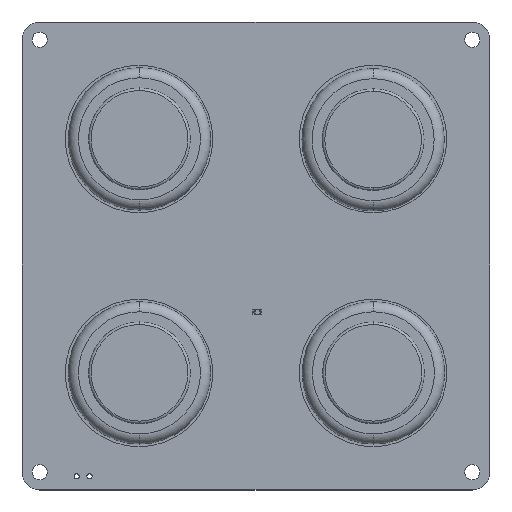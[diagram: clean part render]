
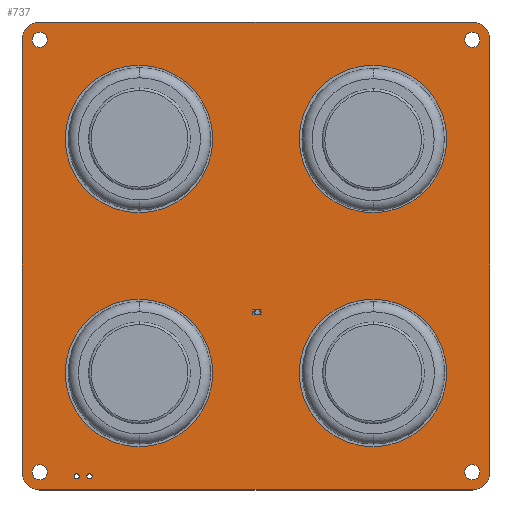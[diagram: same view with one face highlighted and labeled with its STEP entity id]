
A CAD part, top view. The second image highlights one B-rep face of the part: STEP entity #737.
In plain terms, the highlighted planar face has unit normal (0, 0, 1).
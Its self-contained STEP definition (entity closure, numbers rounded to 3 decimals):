
#112 = VERTEX_POINT('',#113);
#113 = CARTESIAN_POINT('',(0.,3.5,1.595));
#119 = EDGE_CURVE('',#112,#120,#122,.T.);
#120 = VERTEX_POINT('',#121);
#121 = CARTESIAN_POINT('',(0.,88.5,1.595));
#122 = LINE('',#123,#124);
#123 = CARTESIAN_POINT('',(0.,3.5,1.595));
#124 = VECTOR('',#125,1.);
#125 = DIRECTION('',(0.,1.,0.));
#150 = EDGE_CURVE('',#120,#151,#153,.T.);
#151 = VERTEX_POINT('',#152);
#152 = CARTESIAN_POINT('',(3.5,92.,1.595));
#153 = CIRCLE('',#154,3.5);
#154 = AXIS2_PLACEMENT_3D('',#155,#156,#157);
#155 = CARTESIAN_POINT('',(3.5,88.5,1.595));
#156 = DIRECTION('',(0.,0.,-1.));
#157 = DIRECTION('',(-1.,0.,-0.));
#183 = EDGE_CURVE('',#151,#184,#186,.T.);
#184 = VERTEX_POINT('',#185);
#185 = CARTESIAN_POINT('',(88.5,92.,1.595));
#186 = LINE('',#187,#188);
#187 = CARTESIAN_POINT('',(3.5,92.,1.595));
#188 = VECTOR('',#189,1.);
#189 = DIRECTION('',(1.,0.,0.));
#214 = EDGE_CURVE('',#184,#215,#217,.T.);
#215 = VERTEX_POINT('',#216);
#216 = CARTESIAN_POINT('',(92.,88.5,1.595));
#217 = CIRCLE('',#218,3.5);
#218 = AXIS2_PLACEMENT_3D('',#219,#220,#221);
#219 = CARTESIAN_POINT('',(88.5,88.5,1.595));
#220 = DIRECTION('',(0.,0.,-1.));
#221 = DIRECTION('',(0.,1.,0.));
#247 = EDGE_CURVE('',#215,#248,#250,.T.);
#248 = VERTEX_POINT('',#249);
#249 = CARTESIAN_POINT('',(92.,3.5,1.595));
#250 = LINE('',#251,#252);
#251 = CARTESIAN_POINT('',(92.,88.5,1.595));
#252 = VECTOR('',#253,1.);
#253 = DIRECTION('',(0.,-1.,0.));
#278 = EDGE_CURVE('',#248,#279,#281,.T.);
#279 = VERTEX_POINT('',#280);
#280 = CARTESIAN_POINT('',(88.5,0.,1.595));
#281 = CIRCLE('',#282,3.5);
#282 = AXIS2_PLACEMENT_3D('',#283,#284,#285);
#283 = CARTESIAN_POINT('',(88.5,3.5,1.595));
#284 = DIRECTION('',(0.,0.,-1.));
#285 = DIRECTION('',(1.,0.,0.));
#311 = EDGE_CURVE('',#279,#312,#314,.T.);
#312 = VERTEX_POINT('',#313);
#313 = CARTESIAN_POINT('',(3.5,0.,1.595));
#314 = LINE('',#315,#316);
#315 = CARTESIAN_POINT('',(88.5,0.,1.595));
#316 = VECTOR('',#317,1.);
#317 = DIRECTION('',(-1.,0.,0.));
#342 = EDGE_CURVE('',#312,#112,#343,.T.);
#343 = CIRCLE('',#344,3.5);
#344 = AXIS2_PLACEMENT_3D('',#345,#346,#347);
#345 = CARTESIAN_POINT('',(3.5,3.5,1.595));
#346 = DIRECTION('',(0.,0.,-1.));
#347 = DIRECTION('',(0.,-1.,0.));
#368 = VERTEX_POINT('',#369);
#369 = CARTESIAN_POINT('',(5.,3.5,1.595));
#375 = EDGE_CURVE('',#368,#368,#376,.T.);
#376 = CIRCLE('',#377,1.5);
#377 = AXIS2_PLACEMENT_3D('',#378,#379,#380);
#378 = CARTESIAN_POINT('',(3.5,3.5,1.595));
#379 = DIRECTION('',(0.,0.,1.));
#380 = DIRECTION('',(1.,0.,-0.));
#401 = VERTEX_POINT('',#402);
#402 = CARTESIAN_POINT('',(11.238,2.69,1.595));
#408 = EDGE_CURVE('',#401,#401,#409,.T.);
#409 = CIRCLE('',#410,0.508);
#410 = AXIS2_PLACEMENT_3D('',#411,#412,#413);
#411 = CARTESIAN_POINT('',(10.73,2.69,1.595));
#412 = DIRECTION('',(0.,0.,1.));
#413 = DIRECTION('',(1.,0.,-0.));
#434 = VERTEX_POINT('',#435);
#435 = CARTESIAN_POINT('',(5.,88.5,1.595));
#441 = EDGE_CURVE('',#434,#434,#442,.T.);
#442 = CIRCLE('',#443,1.5);
#443 = AXIS2_PLACEMENT_3D('',#444,#445,#446);
#444 = CARTESIAN_POINT('',(3.5,88.5,1.595));
#445 = DIRECTION('',(0.,0.,1.));
#446 = DIRECTION('',(1.,0.,-0.));
#467 = VERTEX_POINT('',#468);
#468 = CARTESIAN_POINT('',(37.5,23.,1.595));
#474 = EDGE_CURVE('',#467,#467,#475,.T.);
#475 = CIRCLE('',#476,14.5);
#476 = AXIS2_PLACEMENT_3D('',#477,#478,#479);
#477 = CARTESIAN_POINT('',(23.,23.,1.595));
#478 = DIRECTION('',(0.,0.,1.));
#479 = DIRECTION('',(1.,0.,-0.));
#500 = VERTEX_POINT('',#501);
#501 = CARTESIAN_POINT('',(37.5,69.,1.595));
#507 = EDGE_CURVE('',#500,#500,#508,.T.);
#508 = CIRCLE('',#509,14.5);
#509 = AXIS2_PLACEMENT_3D('',#510,#511,#512);
#510 = CARTESIAN_POINT('',(23.,69.,1.595));
#511 = DIRECTION('',(0.,0.,1.));
#512 = DIRECTION('',(1.,0.,-0.));
#533 = VERTEX_POINT('',#534);
#534 = CARTESIAN_POINT('',(13.778,2.69,1.595));
#540 = EDGE_CURVE('',#533,#533,#541,.T.);
#541 = CIRCLE('',#542,0.508);
#542 = AXIS2_PLACEMENT_3D('',#543,#544,#545);
#543 = CARTESIAN_POINT('',(13.27,2.69,1.595));
#544 = DIRECTION('',(0.,0.,1.));
#545 = DIRECTION('',(1.,0.,-0.));
#566 = VERTEX_POINT('',#567);
#567 = CARTESIAN_POINT('',(90.,3.5,1.595));
#573 = EDGE_CURVE('',#566,#566,#574,.T.);
#574 = CIRCLE('',#575,1.5);
#575 = AXIS2_PLACEMENT_3D('',#576,#577,#578);
#576 = CARTESIAN_POINT('',(88.5,3.5,1.595));
#577 = DIRECTION('',(0.,0.,1.));
#578 = DIRECTION('',(1.,0.,-0.));
#599 = VERTEX_POINT('',#600);
#600 = CARTESIAN_POINT('',(83.5,23.,1.595));
#606 = EDGE_CURVE('',#599,#599,#607,.T.);
#607 = CIRCLE('',#608,14.5);
#608 = AXIS2_PLACEMENT_3D('',#609,#610,#611);
#609 = CARTESIAN_POINT('',(69.,23.,1.595));
#610 = DIRECTION('',(0.,0.,1.));
#611 = DIRECTION('',(1.,0.,-0.));
#632 = VERTEX_POINT('',#633);
#633 = CARTESIAN_POINT('',(83.5,69.,1.595));
#639 = EDGE_CURVE('',#632,#632,#640,.T.);
#640 = CIRCLE('',#641,14.5);
#641 = AXIS2_PLACEMENT_3D('',#642,#643,#644);
#642 = CARTESIAN_POINT('',(69.,69.,1.595));
#643 = DIRECTION('',(0.,0.,1.));
#644 = DIRECTION('',(1.,0.,-0.));
#665 = VERTEX_POINT('',#666);
#666 = CARTESIAN_POINT('',(90.,88.5,1.595));
#672 = EDGE_CURVE('',#665,#665,#673,.T.);
#673 = CIRCLE('',#674,1.5);
#674 = AXIS2_PLACEMENT_3D('',#675,#676,#677);
#675 = CARTESIAN_POINT('',(88.5,88.5,1.595));
#676 = DIRECTION('',(0.,0.,1.));
#677 = DIRECTION('',(1.,0.,-0.));
#737 = ADVANCED_FACE('',(#738,#748,#751,#754,#757,#760,#763,#766,#769,
    #772,#775),#778,.F.);
#738 = FACE_BOUND('',#739,.F.);
#739 = EDGE_LOOP('',(#740,#741,#742,#743,#744,#745,#746,#747));
#740 = ORIENTED_EDGE('',*,*,#119,.T.);
#741 = ORIENTED_EDGE('',*,*,#150,.T.);
#742 = ORIENTED_EDGE('',*,*,#183,.T.);
#743 = ORIENTED_EDGE('',*,*,#214,.T.);
#744 = ORIENTED_EDGE('',*,*,#247,.T.);
#745 = ORIENTED_EDGE('',*,*,#278,.T.);
#746 = ORIENTED_EDGE('',*,*,#311,.T.);
#747 = ORIENTED_EDGE('',*,*,#342,.T.);
#748 = FACE_BOUND('',#749,.F.);
#749 = EDGE_LOOP('',(#750));
#750 = ORIENTED_EDGE('',*,*,#375,.T.);
#751 = FACE_BOUND('',#752,.F.);
#752 = EDGE_LOOP('',(#753));
#753 = ORIENTED_EDGE('',*,*,#408,.T.);
#754 = FACE_BOUND('',#755,.F.);
#755 = EDGE_LOOP('',(#756));
#756 = ORIENTED_EDGE('',*,*,#441,.T.);
#757 = FACE_BOUND('',#758,.F.);
#758 = EDGE_LOOP('',(#759));
#759 = ORIENTED_EDGE('',*,*,#474,.T.);
#760 = FACE_BOUND('',#761,.F.);
#761 = EDGE_LOOP('',(#762));
#762 = ORIENTED_EDGE('',*,*,#507,.T.);
#763 = FACE_BOUND('',#764,.F.);
#764 = EDGE_LOOP('',(#765));
#765 = ORIENTED_EDGE('',*,*,#540,.T.);
#766 = FACE_BOUND('',#767,.F.);
#767 = EDGE_LOOP('',(#768));
#768 = ORIENTED_EDGE('',*,*,#573,.T.);
#769 = FACE_BOUND('',#770,.F.);
#770 = EDGE_LOOP('',(#771));
#771 = ORIENTED_EDGE('',*,*,#606,.T.);
#772 = FACE_BOUND('',#773,.F.);
#773 = EDGE_LOOP('',(#774));
#774 = ORIENTED_EDGE('',*,*,#639,.T.);
#775 = FACE_BOUND('',#776,.F.);
#776 = EDGE_LOOP('',(#777));
#777 = ORIENTED_EDGE('',*,*,#672,.T.);
#778 = PLANE('',#779);
#779 = AXIS2_PLACEMENT_3D('',#780,#781,#782);
#780 = CARTESIAN_POINT('',(46.,46.,1.595));
#781 = DIRECTION('',(-0.,-0.,-1.));
#782 = DIRECTION('',(-1.,0.,0.));
